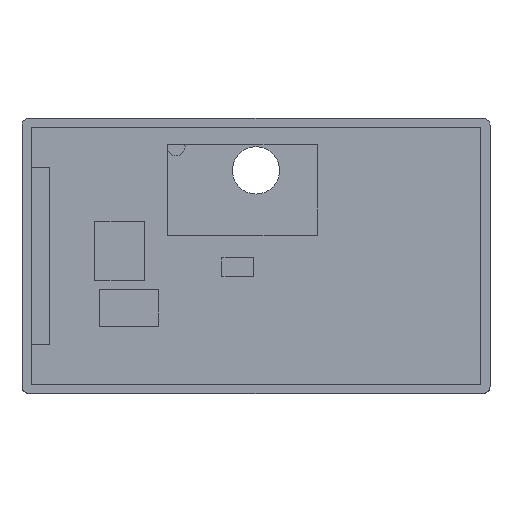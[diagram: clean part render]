
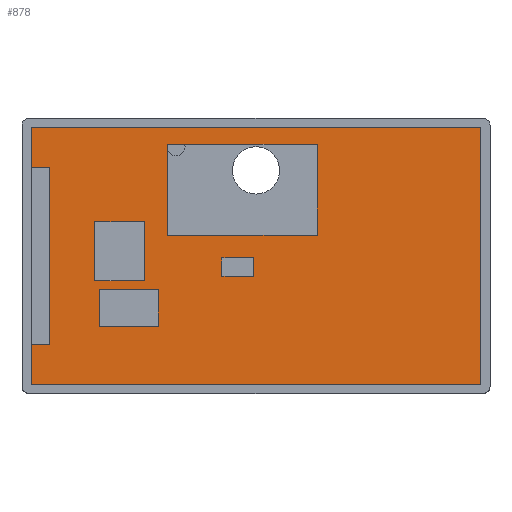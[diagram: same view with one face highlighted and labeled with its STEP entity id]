
A CAD part, top view. The second image highlights one B-rep face of the part: STEP entity #878.
In plain terms, the highlighted planar face has unit normal (0, 0, 1).
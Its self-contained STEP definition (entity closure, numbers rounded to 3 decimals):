
#60=CARTESIAN_POINT('',(26.,37.,-0.4));
#61=VERTEX_POINT('',#60);
#62=CARTESIAN_POINT('',(15.,37.,-0.4));
#63=VERTEX_POINT('',#62);
#64=CARTESIAN_POINT('',(26.,37.,-0.4));
#65=DIRECTION('',(-1.,0.,0.));
#66=VECTOR('',#65,11.);
#67=LINE('',#64,#66);
#68=EDGE_CURVE('',#61,#63,#67,.T.);
#100=CARTESIAN_POINT('',(15.,24.,-0.4));
#101=VERTEX_POINT('',#100);
#102=CARTESIAN_POINT('',(15.,37.,-0.4));
#103=DIRECTION('',(0.,-1.,0.));
#104=VECTOR('',#103,13.);
#105=LINE('',#102,#104);
#106=EDGE_CURVE('',#63,#101,#105,.T.);
#131=CARTESIAN_POINT('',(26.,24.,-0.4));
#132=VERTEX_POINT('',#131);
#133=CARTESIAN_POINT('',(15.,24.,-0.4));
#134=DIRECTION('',(1.,0.,-0.));
#135=VECTOR('',#134,11.);
#136=LINE('',#133,#135);
#137=EDGE_CURVE('',#101,#132,#136,.T.);
#162=CARTESIAN_POINT('',(29.,22.,-0.4));
#163=VERTEX_POINT('',#162);
#164=CARTESIAN_POINT('',(16.,22.,-0.4));
#165=VERTEX_POINT('',#164);
#166=CARTESIAN_POINT('',(29.,22.,-0.4));
#167=DIRECTION('',(-1.,0.,0.));
#168=VECTOR('',#167,13.);
#169=LINE('',#166,#168);
#170=EDGE_CURVE('',#163,#165,#169,.T.);
#202=CARTESIAN_POINT('',(16.,14.,-0.4));
#203=VERTEX_POINT('',#202);
#204=CARTESIAN_POINT('',(16.,22.,-0.4));
#205=DIRECTION('',(0.,-1.,0.));
#206=VECTOR('',#205,8.);
#207=LINE('',#204,#206);
#208=EDGE_CURVE('',#165,#203,#207,.T.);
#233=CARTESIAN_POINT('',(29.,14.,-0.4));
#234=VERTEX_POINT('',#233);
#235=CARTESIAN_POINT('',(16.,14.,-0.4));
#236=DIRECTION('',(1.,0.,-0.));
#237=VECTOR('',#236,13.);
#238=LINE('',#235,#237);
#239=EDGE_CURVE('',#203,#234,#238,.T.);
#264=CARTESIAN_POINT('',(50.,29.,-0.4));
#265=VERTEX_POINT('',#264);
#266=CARTESIAN_POINT('',(43.,29.,-0.4));
#267=VERTEX_POINT('',#266);
#268=CARTESIAN_POINT('',(50.,29.,-0.4));
#269=DIRECTION('',(-1.,0.,0.));
#270=VECTOR('',#269,7.);
#271=LINE('',#268,#270);
#272=EDGE_CURVE('',#265,#267,#271,.T.);
#304=CARTESIAN_POINT('',(43.,25.,-0.4));
#305=VERTEX_POINT('',#304);
#306=CARTESIAN_POINT('',(43.,29.,-0.4));
#307=DIRECTION('',(0.,-1.,0.));
#308=VECTOR('',#307,4.);
#309=LINE('',#306,#308);
#310=EDGE_CURVE('',#267,#305,#309,.T.);
#335=CARTESIAN_POINT('',(50.,25.,-0.4));
#336=VERTEX_POINT('',#335);
#337=CARTESIAN_POINT('',(43.,25.,-0.4));
#338=DIRECTION('',(1.,0.,-0.));
#339=VECTOR('',#338,7.);
#340=LINE('',#337,#339);
#341=EDGE_CURVE('',#305,#336,#340,.T.);
#366=CARTESIAN_POINT('',(64.,54.,-0.4));
#367=VERTEX_POINT('',#366);
#368=CARTESIAN_POINT('',(31.,54.,-0.4));
#369=VERTEX_POINT('',#368);
#370=CARTESIAN_POINT('',(64.,54.,-0.4));
#371=DIRECTION('',(-1.,0.,0.));
#372=VECTOR('',#371,33.);
#373=LINE('',#370,#372);
#374=EDGE_CURVE('',#367,#369,#373,.T.);
#406=CARTESIAN_POINT('',(31.,34.,-0.4));
#407=VERTEX_POINT('',#406);
#408=CARTESIAN_POINT('',(31.,54.,-0.4));
#409=DIRECTION('',(0.,-1.,0.));
#410=VECTOR('',#409,20.);
#411=LINE('',#408,#410);
#412=EDGE_CURVE('',#369,#407,#411,.T.);
#437=CARTESIAN_POINT('',(64.,34.,-0.4));
#438=VERTEX_POINT('',#437);
#439=CARTESIAN_POINT('',(31.,34.,-0.4));
#440=DIRECTION('',(1.,0.,-0.));
#441=VECTOR('',#440,33.);
#442=LINE('',#439,#441);
#443=EDGE_CURVE('',#407,#438,#442,.T.);
#468=CARTESIAN_POINT('',(1.,1.2,-0.4));
#469=VERTEX_POINT('',#468);
#470=CARTESIAN_POINT('',(1.,10.,-0.4));
#471=VERTEX_POINT('',#470);
#472=CARTESIAN_POINT('',(1.,1.2,-0.4));
#473=DIRECTION('',(0.,1.,0.));
#474=VECTOR('',#473,8.8);
#475=LINE('',#472,#474);
#476=EDGE_CURVE('',#469,#471,#475,.T.);
#508=CARTESIAN_POINT('',(5.,10.,-0.4));
#509=VERTEX_POINT('',#508);
#510=CARTESIAN_POINT('',(1.,10.,-0.4));
#511=DIRECTION('',(1.,0.,0.));
#512=VECTOR('',#511,4.);
#513=LINE('',#510,#512);
#514=EDGE_CURVE('',#471,#509,#513,.T.);
#539=CARTESIAN_POINT('',(5.,49.,-0.4));
#540=VERTEX_POINT('',#539);
#541=CARTESIAN_POINT('',(5.,10.,-0.4));
#542=DIRECTION('',(0.,1.,0.));
#543=VECTOR('',#542,39.);
#544=LINE('',#541,#543);
#545=EDGE_CURVE('',#509,#540,#544,.T.);
#570=CARTESIAN_POINT('',(1.,49.,-0.4));
#571=VERTEX_POINT('',#570);
#572=CARTESIAN_POINT('',(5.,49.,-0.4));
#573=DIRECTION('',(-1.,0.,0.));
#574=VECTOR('',#573,4.);
#575=LINE('',#572,#574);
#576=EDGE_CURVE('',#540,#571,#575,.T.);
#601=CARTESIAN_POINT('',(1.,57.7,-0.4));
#602=VERTEX_POINT('',#601);
#603=CARTESIAN_POINT('',(1.,49.,-0.4));
#604=DIRECTION('',(0.,1.,0.));
#605=VECTOR('',#604,8.7);
#606=LINE('',#603,#605);
#607=EDGE_CURVE('',#571,#602,#606,.T.);
#632=CARTESIAN_POINT('',(100.,57.7,-0.4));
#633=VERTEX_POINT('',#632);
#634=CARTESIAN_POINT('',(1.,57.7,-0.4));
#635=DIRECTION('',(1.,0.,-0.));
#636=VECTOR('',#635,99.);
#637=LINE('',#634,#636);
#638=EDGE_CURVE('',#602,#633,#637,.T.);
#663=CARTESIAN_POINT('',(100.,1.2,-0.4));
#664=VERTEX_POINT('',#663);
#665=CARTESIAN_POINT('',(100.,57.7,-0.4));
#666=DIRECTION('',(0.,-1.,0.));
#667=VECTOR('',#666,56.5);
#668=LINE('',#665,#667);
#669=EDGE_CURVE('',#633,#664,#668,.T.);
#694=CARTESIAN_POINT('',(29.,14.,-0.4));
#695=DIRECTION('',(0.,1.,0.));
#696=VECTOR('',#695,8.);
#697=LINE('',#694,#696);
#698=EDGE_CURVE('',#234,#163,#697,.T.);
#716=CARTESIAN_POINT('',(50.,25.,-0.4));
#717=DIRECTION('',(0.,1.,0.));
#718=VECTOR('',#717,4.);
#719=LINE('',#716,#718);
#720=EDGE_CURVE('',#336,#265,#719,.T.);
#738=CARTESIAN_POINT('',(64.,34.,-0.4));
#739=DIRECTION('',(0.,1.,0.));
#740=VECTOR('',#739,20.);
#741=LINE('',#738,#740);
#742=EDGE_CURVE('',#438,#367,#741,.T.);
#760=CARTESIAN_POINT('',(100.,1.2,-0.4));
#761=DIRECTION('',(-1.,-0.,0.));
#762=VECTOR('',#761,99.);
#763=LINE('',#760,#762);
#764=EDGE_CURVE('',#664,#469,#763,.T.);
#782=CARTESIAN_POINT('',(26.,24.,-0.4));
#783=DIRECTION('',(0.,1.,0.));
#784=VECTOR('',#783,13.);
#785=LINE('',#782,#784);
#786=EDGE_CURVE('',#132,#61,#785,.T.);
#839=CARTESIAN_POINT('',(0.,0.,-0.4));
#840=DIRECTION('',(0.,0.,-1.));
#841=DIRECTION('',(-1.,0.,0.));
#842=AXIS2_PLACEMENT_3D('',#839,#840,#841);
#843=PLANE('',#842);
#844=ORIENTED_EDGE('',*,*,#476,.F.);
#845=ORIENTED_EDGE('',*,*,#764,.F.);
#846=ORIENTED_EDGE('',*,*,#669,.F.);
#847=ORIENTED_EDGE('',*,*,#638,.F.);
#848=ORIENTED_EDGE('',*,*,#607,.F.);
#849=ORIENTED_EDGE('',*,*,#576,.F.);
#850=ORIENTED_EDGE('',*,*,#545,.F.);
#851=ORIENTED_EDGE('',*,*,#514,.F.);
#852=EDGE_LOOP('',(#844,#845,#846,#847,#848,#849,#850,#851));
#853=FACE_BOUND('',#852,.T.);
#854=ORIENTED_EDGE('',*,*,#374,.F.);
#855=ORIENTED_EDGE('',*,*,#742,.F.);
#856=ORIENTED_EDGE('',*,*,#443,.F.);
#857=ORIENTED_EDGE('',*,*,#412,.F.);
#858=EDGE_LOOP('',(#854,#855,#856,#857));
#859=FACE_BOUND('',#858,.T.);
#860=ORIENTED_EDGE('',*,*,#272,.F.);
#861=ORIENTED_EDGE('',*,*,#720,.F.);
#862=ORIENTED_EDGE('',*,*,#341,.F.);
#863=ORIENTED_EDGE('',*,*,#310,.F.);
#864=EDGE_LOOP('',(#860,#861,#862,#863));
#865=FACE_BOUND('',#864,.T.);
#866=ORIENTED_EDGE('',*,*,#170,.F.);
#867=ORIENTED_EDGE('',*,*,#698,.F.);
#868=ORIENTED_EDGE('',*,*,#239,.F.);
#869=ORIENTED_EDGE('',*,*,#208,.F.);
#870=EDGE_LOOP('',(#866,#867,#868,#869));
#871=FACE_BOUND('',#870,.T.);
#872=ORIENTED_EDGE('',*,*,#68,.F.);
#873=ORIENTED_EDGE('',*,*,#786,.F.);
#874=ORIENTED_EDGE('',*,*,#137,.F.);
#875=ORIENTED_EDGE('',*,*,#106,.F.);
#876=EDGE_LOOP('',(#872,#873,#874,#875));
#877=FACE_BOUND('',#876,.T.);
#878=ADVANCED_FACE('',(#853,#859,#865,#871,#877),#843,.F.);
